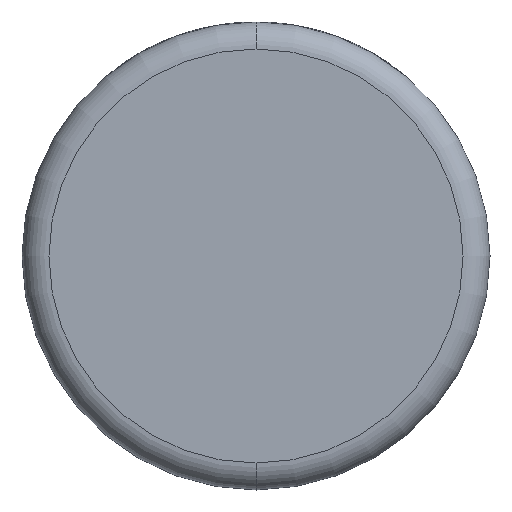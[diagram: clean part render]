
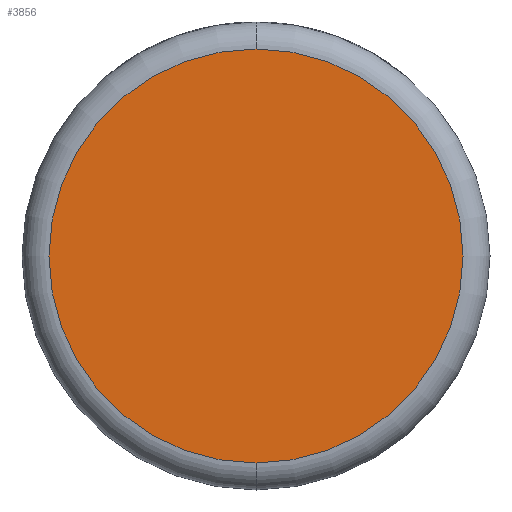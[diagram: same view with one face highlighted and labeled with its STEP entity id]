
A CAD part, front view. The second image highlights one B-rep face of the part: STEP entity #3856.
In plain terms, the highlighted planar face has unit normal (0, -1, 0).
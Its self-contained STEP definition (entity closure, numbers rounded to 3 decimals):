
#256 = DIRECTION ( 'NONE',  ( 0., 0., 1. ) ) ;
#535 = VERTEX_POINT ( 'NONE', #2577 ) ;
#635 = CIRCLE ( 'NONE', #3864, 13.714 ) ;
#968 = EDGE_CURVE ( 'NONE', #2654, #535, #2776, .T. ) ;
#1143 = AXIS2_PLACEMENT_3D ( 'NONE', #1826, #2187, #3984 ) ;
#1461 = CARTESIAN_POINT ( 'NONE',  ( 0., 0., 13.714 ) ) ;
#1604 = EDGE_CURVE ( 'NONE', #535, #2654, #635, .T. ) ;
#1826 = CARTESIAN_POINT ( 'NONE',  ( 0., 0., 0. ) ) ;
#1892 = DIRECTION ( 'NONE',  ( 0., 0., 1. ) ) ;
#2063 = DIRECTION ( 'NONE',  ( 0., 1., 0. ) ) ;
#2136 = ORIENTED_EDGE ( 'NONE', *, *, #1604, .T. ) ;
#2187 = DIRECTION ( 'NONE',  ( 0., -1., 0. ) ) ;
#2577 = CARTESIAN_POINT ( 'NONE',  ( 0., 0., -13.714 ) ) ;
#2654 = VERTEX_POINT ( 'NONE', #1461 ) ;
#2776 = CIRCLE ( 'NONE', #1143, 13.714 ) ;
#2840 = CARTESIAN_POINT ( 'NONE',  ( 0., 0., 0. ) ) ;
#2949 = DIRECTION ( 'NONE',  ( 0., -1., 0. ) ) ;
#3021 = CARTESIAN_POINT ( 'NONE',  ( 0., 0., 0. ) ) ;
#3716 = AXIS2_PLACEMENT_3D ( 'NONE', #2840, #2063, #256 ) ;
#3856 = ADVANCED_FACE ( 'NONE', ( #4758 ), #4347, .F. ) ;
#3864 = AXIS2_PLACEMENT_3D ( 'NONE', #3021, #2949, #1892 ) ;
#3984 = DIRECTION ( 'NONE',  ( 0., 0., 1. ) ) ;
#4347 = PLANE ( 'NONE',  #3716 ) ;
#4671 = EDGE_LOOP ( 'NONE', ( #4716, #2136 ) ) ;
#4716 = ORIENTED_EDGE ( 'NONE', *, *, #968, .T. ) ;
#4758 = FACE_OUTER_BOUND ( 'NONE', #4671, .T. ) ;
